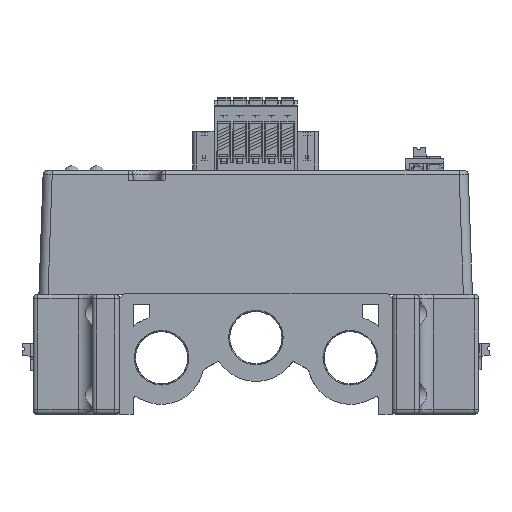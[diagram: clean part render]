
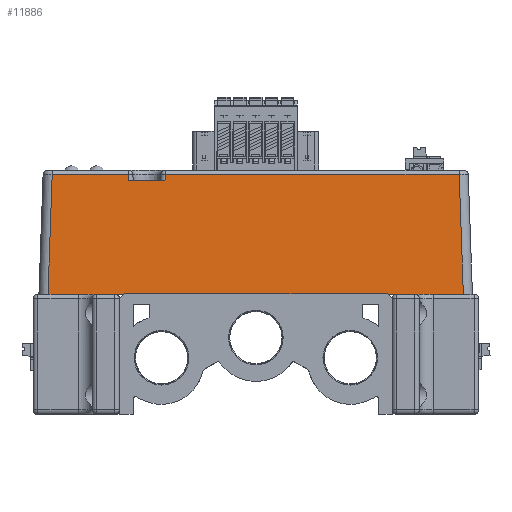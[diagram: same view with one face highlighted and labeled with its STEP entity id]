
A CAD part, front view. The second image highlights one B-rep face of the part: STEP entity #11886.
In plain terms, the highlighted planar face has unit normal (0, -0.999, 0.035).
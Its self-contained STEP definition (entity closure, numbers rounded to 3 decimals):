
#2777=FACE_OUTER_BOUND('',#24718,.T.);
#11886=ADVANCED_FACE('',(#2777),#18059,.T.);
#18059=PLANE('',#131235);
#24718=EDGE_LOOP('',(#41857,#41858,#41859,#41860,#41861,#41862,#41863,#41864,
#41865,#41866));
#41857=ORIENTED_EDGE('',*,*,#86425,.T.);
#41858=ORIENTED_EDGE('',*,*,#86486,.T.);
#41859=ORIENTED_EDGE('',*,*,#86487,.F.);
#41860=ORIENTED_EDGE('',*,*,#86488,.T.);
#41861=ORIENTED_EDGE('',*,*,#86489,.T.);
#41862=ORIENTED_EDGE('',*,*,#86490,.T.);
#41863=ORIENTED_EDGE('',*,*,#86491,.T.);
#41864=ORIENTED_EDGE('',*,*,#86195,.T.);
#41865=ORIENTED_EDGE('',*,*,#82162,.T.);
#41866=ORIENTED_EDGE('',*,*,#86492,.T.);
#69863=VERTEX_POINT('',#174651);
#69864=VERTEX_POINT('',#174653);
#72517=VERTEX_POINT('',#184407);
#72741=VERTEX_POINT('',#184907);
#72742=VERTEX_POINT('',#184909);
#72785=VERTEX_POINT('',#185044);
#72786=VERTEX_POINT('',#185046);
#72787=VERTEX_POINT('',#185048);
#72788=VERTEX_POINT('',#185050);
#72789=VERTEX_POINT('',#185052);
#82162=EDGE_CURVE('',#69864,#69863,#100369,.T.);
#86195=EDGE_CURVE('',#72517,#69864,#103592,.T.);
#86425=EDGE_CURVE('',#72742,#72741,#103758,.T.);
#86486=EDGE_CURVE('',#72741,#72785,#103798,.T.);
#86487=EDGE_CURVE('',#72786,#72785,#103799,.T.);
#86488=EDGE_CURVE('',#72786,#72787,#103800,.T.);
#86489=EDGE_CURVE('',#72787,#72788,#103801,.T.);
#86490=EDGE_CURVE('',#72788,#72789,#103802,.T.);
#86491=EDGE_CURVE('',#72789,#72517,#103803,.T.);
#86492=EDGE_CURVE('',#69863,#72742,#103804,.T.);
#100369=LINE('',#174652,#114473);
#103592=LINE('',#184406,#117696);
#103758=LINE('',#184908,#117862);
#103798=LINE('',#185043,#117902);
#103799=LINE('',#185045,#117903);
#103800=LINE('',#185047,#117904);
#103801=LINE('',#185049,#117905);
#103802=LINE('',#185051,#117906);
#103803=LINE('',#185053,#117907);
#103804=LINE('',#185054,#117908);
#114473=VECTOR('',#138872,1.);
#117696=VECTOR('',#146251,1.);
#117862=VECTOR('',#146571,1.);
#117902=VECTOR('',#146691,1.);
#117903=VECTOR('',#146692,1.);
#117904=VECTOR('',#146693,1.);
#117905=VECTOR('',#146694,1.);
#117906=VECTOR('',#146695,1.);
#117907=VECTOR('',#146696,1.);
#117908=VECTOR('',#146697,1.);
#131235=AXIS2_PLACEMENT_3D('',#185055,#146698,#146699);
#138872=DIRECTION('',(1.,0.,0.));
#146251=DIRECTION('',(1.,0.,0.));
#146571=DIRECTION('',(-1.,0.,0.));
#146691=DIRECTION('',(-0.044,-0.035,-0.998));
#146692=DIRECTION('',(1.,0.,0.));
#146693=DIRECTION('',(-0.044,0.035,0.998));
#146694=DIRECTION('',(-1.,0.,0.));
#146695=DIRECTION('',(-0.035,-0.035,-0.999));
#146696=DIRECTION('',(1.,0.,0.));
#146697=DIRECTION('',(-0.035,0.035,0.999));
#146698=DIRECTION('',(0.,-0.999,0.035));
#146699=DIRECTION('',(0.,-0.035,-0.999));
#174651=CARTESIAN_POINT('',(745.687,-1316.826,-0.1));
#174652=CARTESIAN_POINT('',(730.05,-1316.826,-0.1));
#174653=CARTESIAN_POINT('',(731.05,-1316.826,-0.1));
#184406=CARTESIAN_POINT('',(730.05,-1316.826,-0.1));
#184407=CARTESIAN_POINT('',(669.05,-1316.826,-0.1));
#184907=CARTESIAN_POINT('',(680.108,-1315.907,26.235));
#184908=CARTESIAN_POINT('',(679.05,-1315.907,26.235));
#184909=CARTESIAN_POINT('',(744.767,-1315.907,26.235));
#185043=CARTESIAN_POINT('',(680.048,-1315.955,24.856));
#185044=CARTESIAN_POINT('',(680.049,-1315.953,24.9));
#185045=CARTESIAN_POINT('',(676.05,-1315.953,24.9));
#185046=CARTESIAN_POINT('',(672.051,-1315.953,24.9));
#185047=CARTESIAN_POINT('',(671.994,-1315.908,26.191));
#185048=CARTESIAN_POINT('',(671.992,-1315.907,26.235));
#185049=CARTESIAN_POINT('',(655.266,-1315.907,26.235));
#185050=CARTESIAN_POINT('',(655.233,-1315.907,26.235));
#185051=CARTESIAN_POINT('',(654.056,-1317.083,-7.463));
#185052=CARTESIAN_POINT('',(654.313,-1316.826,-0.1));
#185053=CARTESIAN_POINT('',(730.05,-1316.826,-0.1));
#185054=CARTESIAN_POINT('',(745.944,-1317.083,-7.463));
#185055=CARTESIAN_POINT('',(700.,-1317.141,-9.1));
